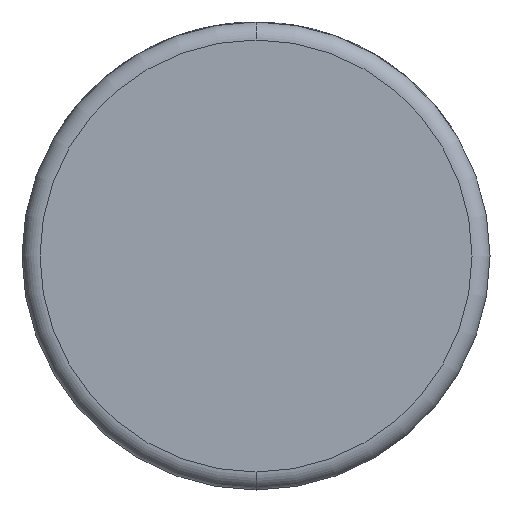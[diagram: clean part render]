
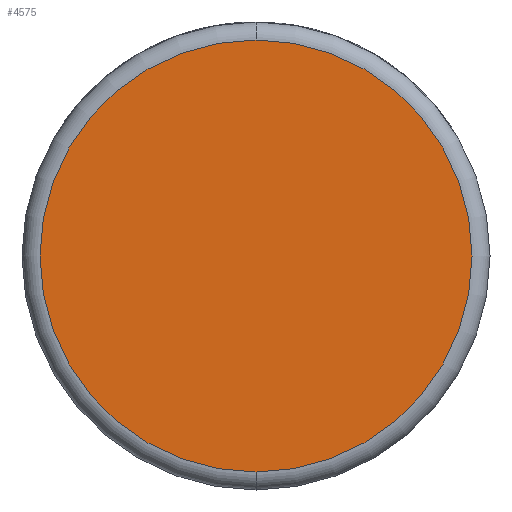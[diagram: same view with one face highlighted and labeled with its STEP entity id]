
A CAD part, front view. The second image highlights one B-rep face of the part: STEP entity #4575.
In plain terms, the highlighted planar face has unit normal (0, -1, 0).
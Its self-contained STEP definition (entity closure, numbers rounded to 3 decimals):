
#196 = CIRCLE ( 'NONE', #2069, 24. ) ;
#609 = DIRECTION ( 'NONE',  ( 0., 1., 0. ) ) ;
#915 = CARTESIAN_POINT ( 'NONE',  ( 0., 0., 0. ) ) ;
#1040 = EDGE_CURVE ( 'NONE', #4107, #1261, #196, .T. ) ;
#1261 = VERTEX_POINT ( 'NONE', #1690 ) ;
#1262 = DIRECTION ( 'NONE',  ( 0., -1., 0. ) ) ;
#1690 = CARTESIAN_POINT ( 'NONE',  ( 0., 0., -24. ) ) ;
#1799 = EDGE_LOOP ( 'NONE', ( #3249, #4885 ) ) ;
#2005 = DIRECTION ( 'NONE',  ( 0., 0., 1. ) ) ;
#2069 = AXIS2_PLACEMENT_3D ( 'NONE', #4020, #1262, #2005 ) ;
#2193 = DIRECTION ( 'NONE',  ( 0., 0., 1. ) ) ;
#2555 = CARTESIAN_POINT ( 'NONE',  ( 0., 0., 0. ) ) ;
#2556 = CARTESIAN_POINT ( 'NONE',  ( 0., 0., 24. ) ) ;
#2675 = AXIS2_PLACEMENT_3D ( 'NONE', #915, #609, #2193 ) ;
#2799 = CIRCLE ( 'NONE', #3150, 24. ) ;
#2902 = EDGE_CURVE ( 'NONE', #1261, #4107, #2799, .T. ) ;
#3150 = AXIS2_PLACEMENT_3D ( 'NONE', #2555, #4169, #4120 ) ;
#3249 = ORIENTED_EDGE ( 'NONE', *, *, #1040, .T. ) ;
#3602 = FACE_OUTER_BOUND ( 'NONE', #1799, .T. ) ;
#4020 = CARTESIAN_POINT ( 'NONE',  ( 0., 0., 0. ) ) ;
#4107 = VERTEX_POINT ( 'NONE', #2556 ) ;
#4120 = DIRECTION ( 'NONE',  ( 0., 0., 1. ) ) ;
#4169 = DIRECTION ( 'NONE',  ( 0., -1., 0. ) ) ;
#4575 = ADVANCED_FACE ( 'NONE', ( #3602 ), #4828, .F. ) ;
#4828 = PLANE ( 'NONE',  #2675 ) ;
#4885 = ORIENTED_EDGE ( 'NONE', *, *, #2902, .T. ) ;
